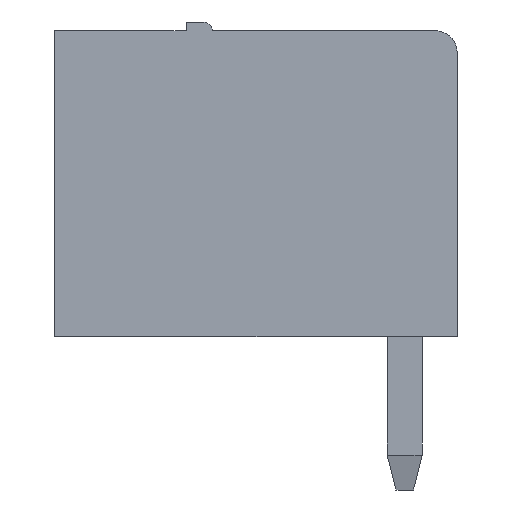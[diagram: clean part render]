
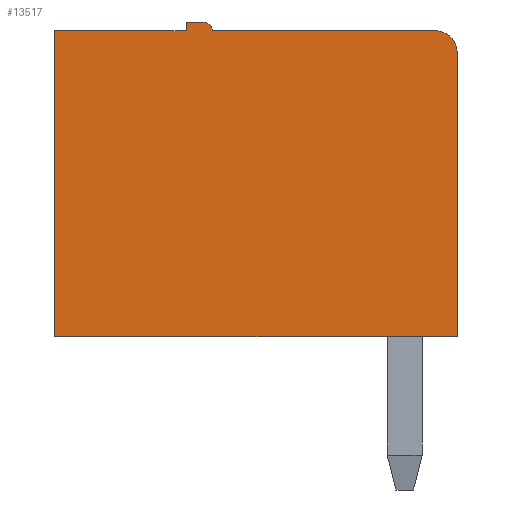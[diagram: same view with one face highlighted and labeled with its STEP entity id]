
A CAD part, left-side view. The second image highlights one B-rep face of the part: STEP entity #13517.
In plain terms, the highlighted planar face has unit normal (-1, 0, 0).
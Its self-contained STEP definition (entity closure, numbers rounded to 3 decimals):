
#526 = VERTEX_POINT('',#527);
#527 = CARTESIAN_POINT('',(-23.26,8.,0.1));
#535 = EDGE_CURVE('',#526,#536,#538,.T.);
#536 = VERTEX_POINT('',#537);
#537 = CARTESIAN_POINT('',(-23.26,8.,7.1));
#538 = LINE('',#539,#540);
#539 = CARTESIAN_POINT('',(-23.26,8.,0.1));
#540 = VECTOR('',#541,1.);
#541 = DIRECTION('',(0.,0.,1.));
#2162 = EDGE_CURVE('',#536,#2163,#2165,.T.);
#2163 = VERTEX_POINT('',#2164);
#2164 = CARTESIAN_POINT('',(-23.26,5.,7.1));
#2165 = LINE('',#2166,#2167);
#2166 = CARTESIAN_POINT('',(-23.26,8.,7.1));
#2167 = VECTOR('',#2168,1.);
#2168 = DIRECTION('',(0.,-1.,0.));
#2193 = EDGE_CURVE('',#2163,#2194,#2196,.T.);
#2194 = VERTEX_POINT('',#2195);
#2195 = CARTESIAN_POINT('',(-23.26,5.,7.3));
#2196 = LINE('',#2197,#2198);
#2197 = CARTESIAN_POINT('',(-23.26,5.,7.1));
#2198 = VECTOR('',#2199,1.);
#2199 = DIRECTION('',(0.,0.,1.));
#2224 = EDGE_CURVE('',#2194,#2225,#2227,.T.);
#2225 = VERTEX_POINT('',#2226);
#2226 = CARTESIAN_POINT('',(-23.26,4.6,7.3));
#2227 = LINE('',#2228,#2229);
#2228 = CARTESIAN_POINT('',(-23.26,5.,7.3));
#2229 = VECTOR('',#2230,1.);
#2230 = DIRECTION('',(0.,-1.,0.));
#2255 = EDGE_CURVE('',#2225,#2256,#2258,.T.);
#2256 = VERTEX_POINT('',#2257);
#2257 = CARTESIAN_POINT('',(-23.26,4.4,7.1));
#2258 = CIRCLE('',#2259,0.2);
#2259 = AXIS2_PLACEMENT_3D('',#2260,#2261,#2262);
#2260 = CARTESIAN_POINT('',(-23.26,4.6,7.1));
#2261 = DIRECTION('',(1.,0.,0.));
#2262 = DIRECTION('',(0.,0.,1.));
#2332 = VERTEX_POINT('',#2333);
#2333 = CARTESIAN_POINT('',(-23.26,-1.2,6.6));
#2339 = EDGE_CURVE('',#2332,#2340,#2342,.T.);
#2340 = VERTEX_POINT('',#2341);
#2341 = CARTESIAN_POINT('',(-23.26,-1.2,0.1));
#2342 = LINE('',#2343,#2344);
#2343 = CARTESIAN_POINT('',(-23.26,-1.2,7.1));
#2344 = VECTOR('',#2345,1.);
#2345 = DIRECTION('',(0.,0.,-1.));
#2363 = EDGE_CURVE('',#2256,#2364,#2366,.T.);
#2364 = VERTEX_POINT('',#2365);
#2365 = CARTESIAN_POINT('',(-23.26,-0.7,7.1));
#2366 = LINE('',#2367,#2368);
#2367 = CARTESIAN_POINT('',(-23.26,4.4,7.1));
#2368 = VECTOR('',#2369,1.);
#2369 = DIRECTION('',(0.,-1.,0.));
#2387 = EDGE_CURVE('',#2364,#2332,#2388,.T.);
#2388 = CIRCLE('',#2389,0.5);
#2389 = AXIS2_PLACEMENT_3D('',#2390,#2391,#2392);
#2390 = CARTESIAN_POINT('',(-23.26,-0.7,6.6));
#2391 = DIRECTION('',(1.,0.,0.));
#2392 = DIRECTION('',(0.,0.,1.));
#2405 = EDGE_CURVE('',#2340,#526,#2406,.T.);
#2406 = LINE('',#2407,#2408);
#2407 = CARTESIAN_POINT('',(-23.26,-1.2,0.1));
#2408 = VECTOR('',#2409,1.);
#2409 = DIRECTION('',(0.,1.,0.));
#13517 = ADVANCED_FACE('',(#13518),#13529,.T.);
#13518 = FACE_BOUND('',#13519,.T.);
#13519 = EDGE_LOOP('',(#13520,#13521,#13522,#13523,#13524,#13525,#13526,
    #13527,#13528));
#13520 = ORIENTED_EDGE('',*,*,#2387,.F.);
#13521 = ORIENTED_EDGE('',*,*,#2363,.F.);
#13522 = ORIENTED_EDGE('',*,*,#2255,.F.);
#13523 = ORIENTED_EDGE('',*,*,#2224,.F.);
#13524 = ORIENTED_EDGE('',*,*,#2193,.F.);
#13525 = ORIENTED_EDGE('',*,*,#2162,.F.);
#13526 = ORIENTED_EDGE('',*,*,#535,.F.);
#13527 = ORIENTED_EDGE('',*,*,#2405,.F.);
#13528 = ORIENTED_EDGE('',*,*,#2339,.F.);
#13529 = PLANE('',#13530);
#13530 = AXIS2_PLACEMENT_3D('',#13531,#13532,#13533);
#13531 = CARTESIAN_POINT('',(-23.26,4.6,7.1));
#13532 = DIRECTION('',(-1.,0.,0.));
#13533 = DIRECTION('',(0.,0.,1.));
